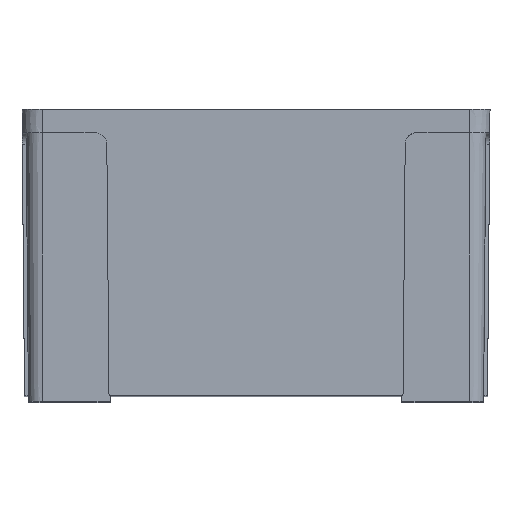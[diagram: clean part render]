
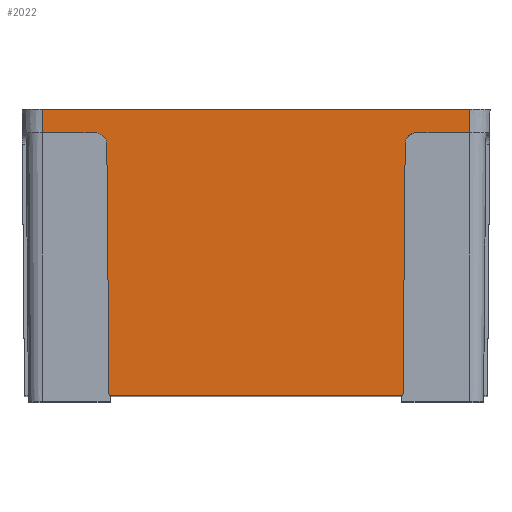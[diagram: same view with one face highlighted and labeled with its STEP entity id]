
A CAD part, top view. The second image highlights one B-rep face of the part: STEP entity #2022.
In plain terms, the highlighted planar face has unit normal (0, -0.009, 1).
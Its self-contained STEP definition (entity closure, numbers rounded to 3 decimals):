
#1810 = VERTEX_POINT ( 'NONE', #6405 ) ;
#1812 = EDGE_CURVE ( 'NONE', #1813, #1810, #6404, .T. ) ;
#1813 = VERTEX_POINT ( 'NONE', #6400 ) ;
#1855 = VERTEX_POINT ( 'NONE', #6456 ) ;
#1940 = VERTEX_POINT ( 'NONE', #6610 ) ;
#1942 = EDGE_CURVE ( 'NONE', #1940, #1855, #6609, .T. ) ;
#1943 = VERTEX_POINT ( 'NONE', #6652 ) ;
#1944 = ORIENTED_EDGE ( 'NONE', *, *, #1952, .T. ) ;
#1945 = VERTEX_POINT ( 'NONE', #6651 ) ;
#1951 = VERTEX_POINT ( 'NONE', #6644 ) ;
#1952 = EDGE_CURVE ( 'NONE', #1943, #1945, #6643, .T. ) ;
#1953 = ORIENTED_EDGE ( 'NONE', *, *, #1954, .F. ) ;
#1954 = EDGE_CURVE ( 'NONE', #1951, #1945, #6638, .T. ) ;
#1955 = ORIENTED_EDGE ( 'NONE', *, *, #2016, .T. ) ;
#1957 = ORIENTED_EDGE ( 'NONE', *, *, #1958, .F. ) ;
#1958 = EDGE_CURVE ( 'NONE', #1855, #1971, #6671, .T. ) ;
#1959 = ORIENTED_EDGE ( 'NONE', *, *, #1942, .F. ) ;
#1965 = ORIENTED_EDGE ( 'NONE', *, *, #1972, .T. ) ;
#1966 = VERTEX_POINT ( 'NONE', #6661 ) ;
#1971 = VERTEX_POINT ( 'NONE', #6681 ) ;
#1972 = EDGE_CURVE ( 'NONE', #1978, #1966, #6680, .T. ) ;
#1973 = ORIENTED_EDGE ( 'NONE', *, *, #1979, .F. ) ;
#1976 = ORIENTED_EDGE ( 'NONE', *, *, #1977, .T. ) ;
#1977 = EDGE_CURVE ( 'NONE', #1940, #1978, #6715, .T. ) ;
#1978 = VERTEX_POINT ( 'NONE', #6711 ) ;
#1979 = EDGE_CURVE ( 'NONE', #1813, #1966, #6710, .T. ) ;
#1980 = ORIENTED_EDGE ( 'NONE', *, *, #1812, .T. ) ;
#2016 = EDGE_CURVE ( 'NONE', #1951, #1971, #6776, .T. ) ;
#2022 = ADVANCED_FACE ( 'NONE', ( #6769 ), #6768, .T. ) ;
#2023 = EDGE_LOOP ( 'NONE', ( #2026, #1944, #1953, #1955, #1957, #1959, #1976, #1965, #1973, #1980 ) ) ;
#2026 = ORIENTED_EDGE ( 'NONE', *, *, #2027, .F. ) ;
#2027 = EDGE_CURVE ( 'NONE', #1943, #1810, #6759, .T. ) ;
#6400 = CARTESIAN_POINT ( 'NONE',  ( -25.157, -49., 64.622 ) ) ;
#6401 = DIRECTION ( 'NONE',  ( 1., 0., 0. ) ) ;
#6402 = VECTOR ( 'NONE', #6401, 1000. ) ;
#6403 = CARTESIAN_POINT ( 'NONE',  ( -36.55, -49., 64.622 ) ) ;
#6404 = LINE ( 'NONE', #6403, #6402 ) ;
#6405 = CARTESIAN_POINT ( 'NONE',  ( 25.157, -49., 64.622 ) ) ;
#6456 = CARTESIAN_POINT ( 'NONE',  ( -36.55, 0., 65.05 ) ) ;
#6609 = LINE ( 'NONE', #6655, #6654 ) ;
#6610 = CARTESIAN_POINT ( 'NONE',  ( -36.55, -4., 65.015 ) ) ;
#6635 = DIRECTION ( 'NONE',  ( -1., 0., 0. ) ) ;
#6636 = VECTOR ( 'NONE', #6635, 1000. ) ;
#6637 = CARTESIAN_POINT ( 'NONE',  ( -36.55, -4., 65.015 ) ) ;
#6638 = LINE ( 'NONE', #6637, #6636 ) ;
#6639 = CARTESIAN_POINT ( 'NONE',  ( 27.533, -4., 65.015 ) ) ;
#6640 = CARTESIAN_POINT ( 'NONE',  ( 26.369, -4., 65.015 ) ) ;
#6641 = CARTESIAN_POINT ( 'NONE',  ( 25.543, -4.819, 65.008 ) ) ;
#6642 = CARTESIAN_POINT ( 'NONE',  ( 25.533, -5.983, 64.998 ) ) ;
#6643 =( BOUNDED_CURVE ( )  B_SPLINE_CURVE ( 3, ( #6642, #6641, #6640, #6639 ),
 .UNSPECIFIED., .F., .T. ) 
 B_SPLINE_CURVE_WITH_KNOTS ( ( 4, 4 ),
 ( 1.58, 3.142 ),
 .UNSPECIFIED. ) 
 CURVE ( )  GEOMETRIC_REPRESENTATION_ITEM ( )  RATIONAL_B_SPLINE_CURVE ( ( 1., 0.807, 0.807, 1. ) ) 
 REPRESENTATION_ITEM ( '' )  );
#6644 = CARTESIAN_POINT ( 'NONE',  ( 36.55, -4., 65.015 ) ) ;
#6651 = CARTESIAN_POINT ( 'NONE',  ( 27.533, -4., 65.015 ) ) ;
#6652 = CARTESIAN_POINT ( 'NONE',  ( 25.533, -5.983, 64.998 ) ) ;
#6653 = DIRECTION ( 'NONE',  ( 0., 1., 0.009 ) ) ;
#6654 = VECTOR ( 'NONE', #6653, 1000. ) ;
#6655 = CARTESIAN_POINT ( 'NONE',  ( -36.55, 0., 65.05 ) ) ;
#6661 = CARTESIAN_POINT ( 'NONE',  ( -25.533, -5.983, 64.998 ) ) ;
#6668 = DIRECTION ( 'NONE',  ( 1., 0., 0. ) ) ;
#6669 = VECTOR ( 'NONE', #6668, 1000. ) ;
#6670 = CARTESIAN_POINT ( 'NONE',  ( -36.55, 0., 65.05 ) ) ;
#6671 = LINE ( 'NONE', #6670, #6669 ) ;
#6676 = CARTESIAN_POINT ( 'NONE',  ( -25.533, -5.983, 64.998 ) ) ;
#6677 = CARTESIAN_POINT ( 'NONE',  ( -25.543, -4.819, 65.008 ) ) ;
#6678 = CARTESIAN_POINT ( 'NONE',  ( -26.369, -4., 65.015 ) ) ;
#6679 = CARTESIAN_POINT ( 'NONE',  ( -27.533, -4., 65.015 ) ) ;
#6680 =( BOUNDED_CURVE ( )  B_SPLINE_CURVE ( 3, ( #6679, #6678, #6677, #6676 ),
 .UNSPECIFIED., .F., .T. ) 
 B_SPLINE_CURVE_WITH_KNOTS ( ( 4, 4 ),
 ( 3.142, 4.704 ),
 .UNSPECIFIED. ) 
 CURVE ( )  GEOMETRIC_REPRESENTATION_ITEM ( )  RATIONAL_B_SPLINE_CURVE ( ( 1., 0.807, 0.807, 1. ) ) 
 REPRESENTATION_ITEM ( '' )  );
#6681 = CARTESIAN_POINT ( 'NONE',  ( 36.55, 0., 65.05 ) ) ;
#6707 = DIRECTION ( 'NONE',  ( -0.009, 1., 0.009 ) ) ;
#6708 = VECTOR ( 'NONE', #6707, 1000. ) ;
#6709 = CARTESIAN_POINT ( 'NONE',  ( -25.586, 0.096, 65.051 ) ) ;
#6710 = LINE ( 'NONE', #6709, #6708 ) ;
#6711 = CARTESIAN_POINT ( 'NONE',  ( -27.533, -4., 65.015 ) ) ;
#6712 = DIRECTION ( 'NONE',  ( 1., 0., 0. ) ) ;
#6713 = VECTOR ( 'NONE', #6712, 1000. ) ;
#6714 = CARTESIAN_POINT ( 'NONE',  ( -36.55, -4., 65.015 ) ) ;
#6715 = LINE ( 'NONE', #6714, #6713 ) ;
#6756 = DIRECTION ( 'NONE',  ( -0.009, -1., -0.009 ) ) ;
#6757 = VECTOR ( 'NONE', #6756, 1000. ) ;
#6758 = CARTESIAN_POINT ( 'NONE',  ( 25.58, -0.542, 65.045 ) ) ;
#6759 = LINE ( 'NONE', #6758, #6757 ) ;
#6764 = DIRECTION ( 'NONE',  ( 0., -1., -0.009 ) ) ;
#6765 = DIRECTION ( 'NONE',  ( 0., -0.009, 1. ) ) ;
#6766 = CARTESIAN_POINT ( 'NONE',  ( -36.55, 0., 65.05 ) ) ;
#6767 = AXIS2_PLACEMENT_3D ( 'NONE', #6766, #6765, #6764 ) ;
#6768 = PLANE ( 'NONE',  #6767 ) ;
#6769 = FACE_OUTER_BOUND ( 'NONE', #2023, .T. ) ;
#6773 = DIRECTION ( 'NONE',  ( 0., 1., 0.009 ) ) ;
#6774 = VECTOR ( 'NONE', #6773, 1000. ) ;
#6775 = CARTESIAN_POINT ( 'NONE',  ( 36.55, 0., 65.05 ) ) ;
#6776 = LINE ( 'NONE', #6775, #6774 ) ;
